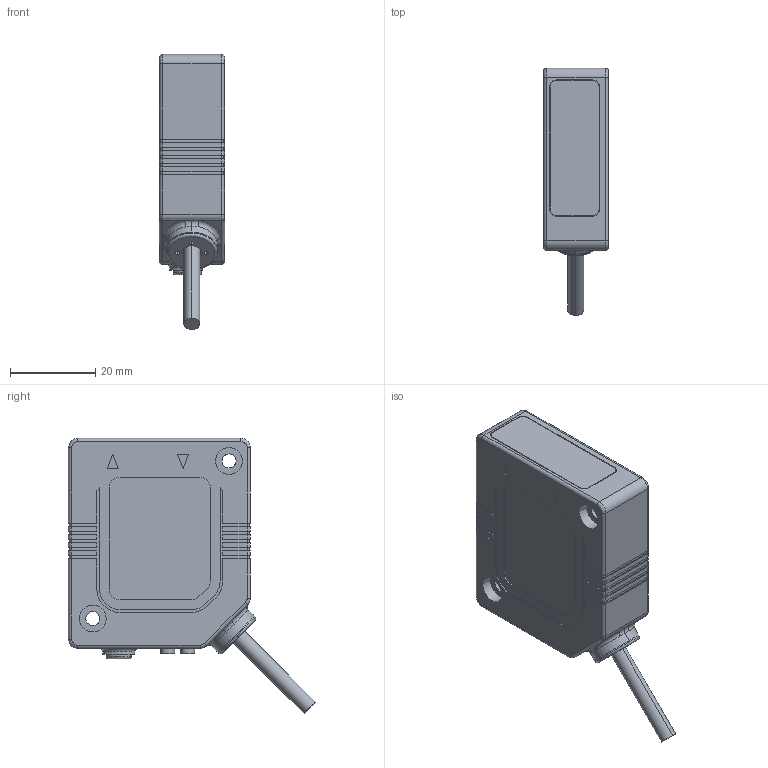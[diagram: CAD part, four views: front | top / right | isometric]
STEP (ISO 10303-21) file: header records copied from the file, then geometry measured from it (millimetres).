
FILE_DESCRIPTION((''),'2;1');
FILE_NAME('188700_ASM','2015-11-06T',('pdmadmin'),(''),'PRO/ENGINEER BY PARAMETRIC TECHNOLOGY CORPORATION, 2013230','PRO/ENGINEER BY PARAMETRIC TECHNOLOGY CORPORATION, 2013230','');
FILE_SCHEMA(('CONFIG_CONTROL_DESIGN'));
Products named in the file (12): 66192; 66195; 68310_ASM; 66194; 66193; 127343; 67376; 67851; 67377_ASM; 66196_GENERIC; 40097_AF0; 188700_ASM
Assembly tree (11 placements, depth 3):
  188700_ASM
    68310_ASM
      66192
      66195
    66194
    66193
    67377_ASM
      127343
      67376
      67851
    66196_GENERIC
    40097_AF0
Bounding box: 15.3 x 58.01 x 64.61 mm (x, y, z)
Volume: 13083.8 mm3; surface area: 17352.1 mm2
Topology: 9 solids, 9 shells, 1133 faces, 2890 edges, 1831 vertices
Faces by surface type: plane 632, cylinder 392, cone 47, torus 42, bspline 20
Entity records: 37420 total; most frequent: CARTESIAN_POINT 9690, ORIENTED_EDGE 5772, DIRECTION 5610, EDGE_CURVE 2886, VECTOR 2024, LINE 2024, VERTEX_POINT 1831, AXIS2_PLACEMENT_3D 1793
